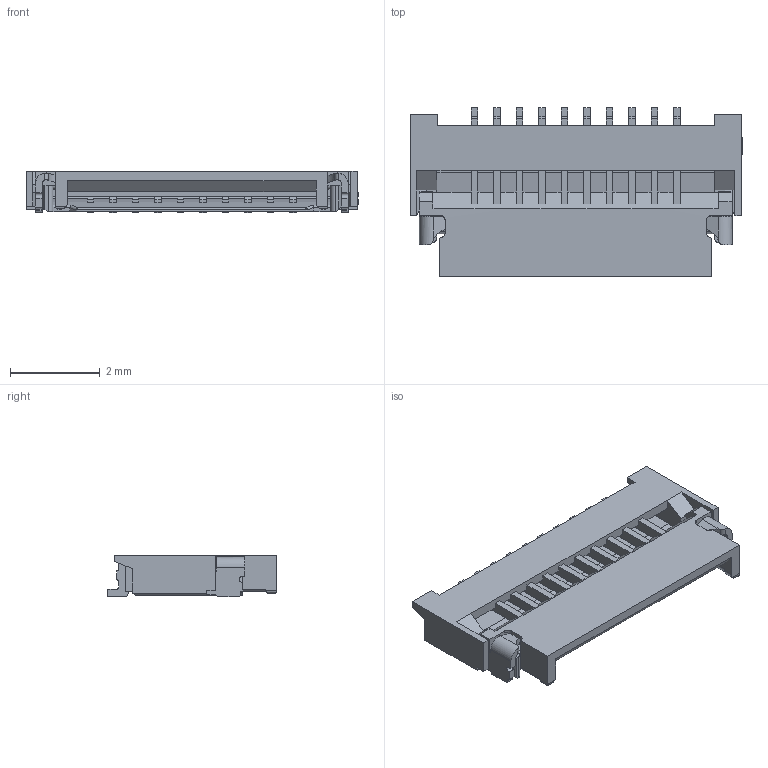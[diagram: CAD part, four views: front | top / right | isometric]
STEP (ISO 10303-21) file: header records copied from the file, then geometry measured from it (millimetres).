
FILE_DESCRIPTION (( 'STEP AP214' ), '1' );
FILE_NAME ('CONN-SMD_10P-P0.50_046809610110846.STEP', '2025-03-09T02:41:54', ( '' ), ( '' ), 'SwSTEP 2.0', 'SolidWorks 2020', '' );
FILE_SCHEMA (( 'AUTOMOTIVE_DESIGN' ));
Length unit declared in the file: millimetre
Products named in the file (1): CONN-SMD_10P-P0.50_046809610110846
Bounding box: 7.38 x 3.75 x 0.93 mm (x, y, z)
Volume: 13.8 mm3; surface area: 106.3 mm2
Topology: 14 solids, 14 shells, 760 faces, 2257 edges, 1501 vertices
Faces by surface type: plane 547, cylinder 109, bspline 98, cone 4, sphere 2
Entity records: 34605 total; most frequent: CARTESIAN_POINT 6696, ORIENTED_EDGE 4510, DIRECTION 3310, EDGE_CURVE 2255, LINE 1584, VECTOR 1584, VERTEX_POINT 1501, AXIS2_PLACEMENT_3D 863
